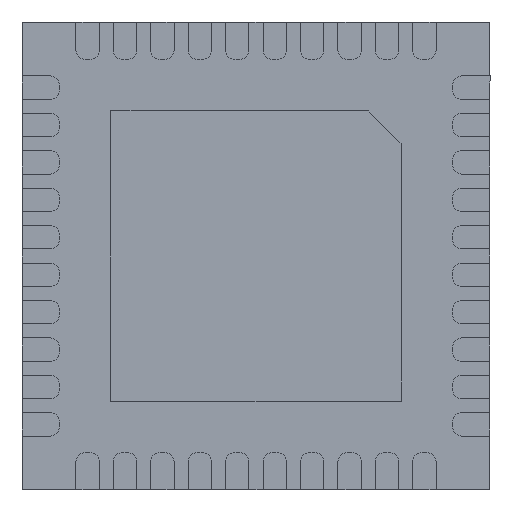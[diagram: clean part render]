
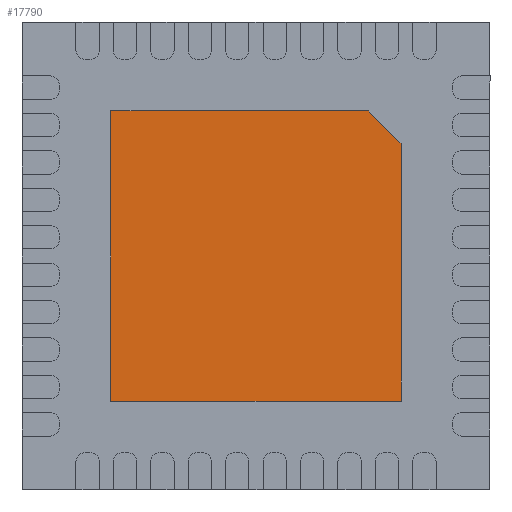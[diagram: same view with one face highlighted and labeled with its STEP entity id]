
A CAD part, front view. The second image highlights one B-rep face of the part: STEP entity #17790.
In plain terms, the highlighted planar face has unit normal (0, -1, 0).
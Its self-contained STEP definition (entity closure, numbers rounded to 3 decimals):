
#1549 = LINE ( 'NONE', #11336, #21214 ) ;
#1827 = VECTOR ( 'NONE', #10818, 1000. ) ;
#2076 = CARTESIAN_POINT ( 'NONE',  ( -1.55, -0.001, -1.55 ) ) ;
#2728 = VERTEX_POINT ( 'NONE', #5563 ) ;
#3633 = VERTEX_POINT ( 'NONE', #17244 ) ;
#4233 = EDGE_CURVE ( 'NONE', #12713, #11123, #1549, .T. ) ;
#4737 = DIRECTION ( 'NONE',  ( 0., 0., -1. ) ) ;
#5041 = VECTOR ( 'NONE', #15908, 1000. ) ;
#5563 = CARTESIAN_POINT ( 'NONE',  ( 1.55, -0.001, 1.2 ) ) ;
#5716 = LINE ( 'NONE', #12368, #1827 ) ;
#6101 = CARTESIAN_POINT ( 'NONE',  ( 1.2, -0.001, 1.55 ) ) ;
#6391 = CARTESIAN_POINT ( 'NONE',  ( -1.55, -0.001, -1.55 ) ) ;
#6534 = DIRECTION ( 'NONE',  ( -1., 0., 0. ) ) ;
#6607 = ORIENTED_EDGE ( 'NONE', *, *, #10770, .T. ) ;
#7823 = ORIENTED_EDGE ( 'NONE', *, *, #18370, .T. ) ;
#8006 = LINE ( 'NONE', #6391, #11238 ) ;
#8312 = CARTESIAN_POINT ( 'NONE',  ( -1.55, -0.001, -1.55 ) ) ;
#8998 = DIRECTION ( 'NONE',  ( 0., 0., 1. ) ) ;
#9102 = EDGE_LOOP ( 'NONE', ( #7823, #6607, #15030, #19779, #17294 ) ) ;
#10227 = PLANE ( 'NONE',  #17135 ) ;
#10770 = EDGE_CURVE ( 'NONE', #16407, #3633, #8006, .T. ) ;
#10818 = DIRECTION ( 'NONE',  ( 0., 0., 1. ) ) ;
#11123 = VERTEX_POINT ( 'NONE', #18936 ) ;
#11238 = VECTOR ( 'NONE', #15105, 1000. ) ;
#11336 = CARTESIAN_POINT ( 'NONE',  ( -1.55, -0.001, 1.55 ) ) ;
#11484 = LINE ( 'NONE', #8312, #19234 ) ;
#11974 = FACE_OUTER_BOUND ( 'NONE', #9102, .T. ) ;
#12368 = CARTESIAN_POINT ( 'NONE',  ( 1.55, -0.001, -1.55 ) ) ;
#12713 = VERTEX_POINT ( 'NONE', #17079 ) ;
#12853 = LINE ( 'NONE', #6101, #5041 ) ;
#15030 = ORIENTED_EDGE ( 'NONE', *, *, #15542, .T. ) ;
#15105 = DIRECTION ( 'NONE',  ( 1., 0., 0. ) ) ;
#15542 = EDGE_CURVE ( 'NONE', #3633, #2728, #5716, .T. ) ;
#15908 = DIRECTION ( 'NONE',  ( -0.707, 0., 0.707 ) ) ;
#16407 = VERTEX_POINT ( 'NONE', #2076 ) ;
#16893 = CARTESIAN_POINT ( 'NONE',  ( -1.55, -0.001, 1.55 ) ) ;
#17079 = CARTESIAN_POINT ( 'NONE',  ( 1.2, -0.001, 1.55 ) ) ;
#17135 = AXIS2_PLACEMENT_3D ( 'NONE', #16893, #20574, #8998 ) ;
#17244 = CARTESIAN_POINT ( 'NONE',  ( 1.55, -0.001, -1.55 ) ) ;
#17294 = ORIENTED_EDGE ( 'NONE', *, *, #4233, .T. ) ;
#17790 = ADVANCED_FACE ( 'NONE', ( #11974 ), #10227, .F. ) ;
#18370 = EDGE_CURVE ( 'NONE', #11123, #16407, #11484, .T. ) ;
#18936 = CARTESIAN_POINT ( 'NONE',  ( -1.55, -0.001, 1.55 ) ) ;
#19234 = VECTOR ( 'NONE', #4737, 1000. ) ;
#19779 = ORIENTED_EDGE ( 'NONE', *, *, #21575, .T. ) ;
#20574 = DIRECTION ( 'NONE',  ( 0., 1., 0. ) ) ;
#21214 = VECTOR ( 'NONE', #6534, 1000. ) ;
#21575 = EDGE_CURVE ( 'NONE', #2728, #12713, #12853, .T. ) ;
